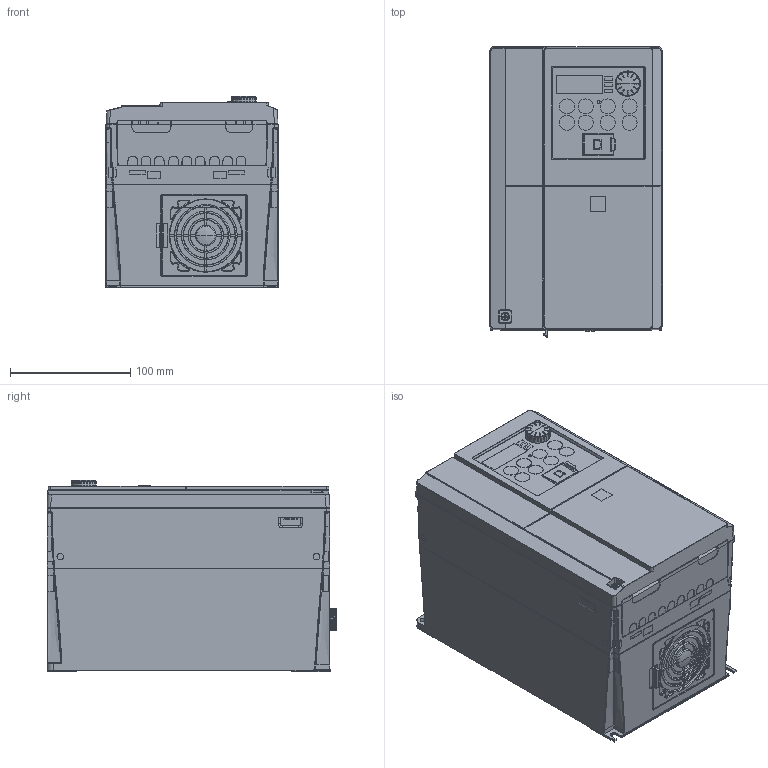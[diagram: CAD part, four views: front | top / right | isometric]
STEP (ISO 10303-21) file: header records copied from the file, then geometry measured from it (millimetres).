
FILE_DESCRIPTION (( 'STEP AP214' ), '1' );
FILE_NAME ('FC-431-A_1.STEP', '2025-04-08T10:31:08', ( '' ), ( '' ), 'SwSTEP 2.0', 'SolidWorks 2023', '' );
FILE_SCHEMA (( 'AUTOMOTIVE_DESIGN' ));
Products named in the file (1): FC-431-A_1
Bounding box: 143 x 241 x 159.48 mm (x, y, z)
Volume: 4884431 mm3; surface area: 436559.6 mm2
Topology: 2 solids, 40 shells, 3967 faces, 10413 edges, 6586 vertices
Faces by surface type: plane 1877, cylinder 960, bspline 797, torus 166, sphere 100, cone 67
Entity records: 201044 total; most frequent: CARTESIAN_POINT 109584, ORIENTED_EDGE 20716, DIRECTION 16678, EDGE_CURVE 10358, VERTEX_POINT 6582, LINE 5686, VECTOR 5686, AXIS2_PLACEMENT_3D 5496
